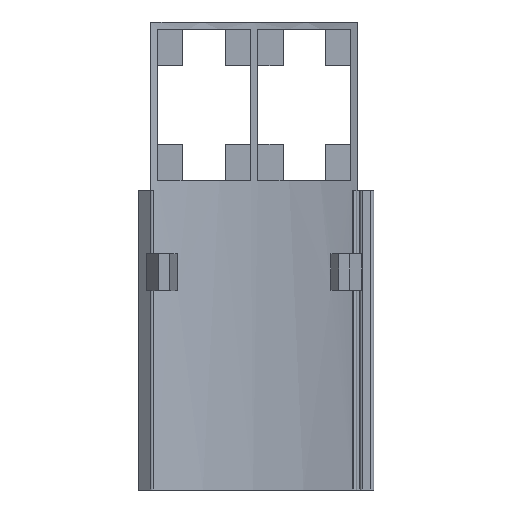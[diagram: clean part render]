
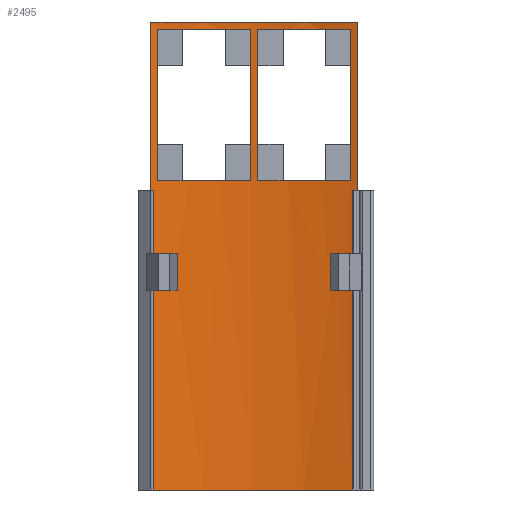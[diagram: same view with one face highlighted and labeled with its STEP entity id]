
A CAD part, front view. The second image highlights one B-rep face of the part: STEP entity #2495.
In plain terms, the highlighted cylindrical face has radius 27.1 mm (diameter 54.2 mm), a partial arc.
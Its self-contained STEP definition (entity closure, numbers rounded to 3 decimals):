
#20=CYLINDRICAL_SURFACE('',#2669,27.1);
#51=CIRCLE('',#2627,27.1);
#52=CIRCLE('',#2629,27.1);
#57=CIRCLE('',#2636,27.1);
#66=CIRCLE('',#2648,27.1);
#67=CIRCLE('',#2650,27.1);
#81=CIRCLE('',#2670,27.1);
#82=CIRCLE('',#2671,27.1);
#83=CIRCLE('',#2672,27.1);
#84=CIRCLE('',#2673,27.1);
#85=CIRCLE('',#2674,27.1);
#86=CIRCLE('',#2675,27.1);
#87=CIRCLE('',#2676,27.1);
#88=CIRCLE('',#2677,27.1);
#89=CIRCLE('',#2678,27.1);
#90=CIRCLE('',#2679,27.1);
#91=CIRCLE('',#2680,27.1);
#288=ORIENTED_EDGE('',*,*,#1027,.T.);
#289=ORIENTED_EDGE('',*,*,#1028,.T.);
#290=ORIENTED_EDGE('',*,*,#1029,.T.);
#291=ORIENTED_EDGE('',*,*,#1030,.F.);
#292=ORIENTED_EDGE('',*,*,#1031,.T.);
#293=ORIENTED_EDGE('',*,*,#1032,.T.);
#294=ORIENTED_EDGE('',*,*,#1033,.T.);
#295=ORIENTED_EDGE('',*,*,#1034,.F.);
#296=ORIENTED_EDGE('',*,*,#1035,.T.);
#297=ORIENTED_EDGE('',*,*,#1036,.F.);
#298=ORIENTED_EDGE('',*,*,#1037,.F.);
#299=ORIENTED_EDGE('',*,*,#1038,.T.);
#300=ORIENTED_EDGE('',*,*,#1039,.F.);
#301=ORIENTED_EDGE('',*,*,#1040,.T.);
#302=ORIENTED_EDGE('',*,*,#1041,.T.);
#303=ORIENTED_EDGE('',*,*,#1042,.F.);
#304=ORIENTED_EDGE('',*,*,#1043,.F.);
#305=ORIENTED_EDGE('',*,*,#1044,.F.);
#306=ORIENTED_EDGE('',*,*,#991,.T.);
#307=ORIENTED_EDGE('',*,*,#1045,.T.);
#308=ORIENTED_EDGE('',*,*,#986,.T.);
#309=ORIENTED_EDGE('',*,*,#983,.F.);
#310=ORIENTED_EDGE('',*,*,#902,.F.);
#311=ORIENTED_EDGE('',*,*,#968,.F.);
#312=ORIENTED_EDGE('',*,*,#908,.F.);
#313=ORIENTED_EDGE('',*,*,#923,.F.);
#314=ORIENTED_EDGE('',*,*,#935,.F.);
#315=ORIENTED_EDGE('',*,*,#1007,.F.);
#316=ORIENTED_EDGE('',*,*,#981,.F.);
#317=ORIENTED_EDGE('',*,*,#949,.F.);
#902=EDGE_CURVE('',#1281,#1282,#51,.F.);
#908=EDGE_CURVE('',#1287,#1288,#52,.F.);
#923=EDGE_CURVE('',#1282,#1287,#1548,.T.);
#935=EDGE_CURVE('',#1310,#1311,#57,.F.);
#949=EDGE_CURVE('',#1311,#1323,#1569,.T.);
#968=EDGE_CURVE('',#1288,#1281,#1583,.F.);
#981=EDGE_CURVE('',#1323,#1349,#66,.F.);
#983=EDGE_CURVE('',#1350,#1351,#67,.T.);
#986=EDGE_CURVE('',#1353,#1351,#1597,.T.);
#991=EDGE_CURVE('',#1357,#1358,#1602,.F.);
#1007=EDGE_CURVE('',#1349,#1310,#1616,.F.);
#1027=EDGE_CURVE('',#1350,#1387,#1626,.T.);
#1028=EDGE_CURVE('',#1387,#1388,#81,.T.);
#1029=EDGE_CURVE('',#1388,#1389,#1627,.F.);
#1030=EDGE_CURVE('',#1390,#1389,#82,.T.);
#1031=EDGE_CURVE('',#1390,#1391,#1628,.T.);
#1032=EDGE_CURVE('',#1391,#1392,#83,.T.);
#1033=EDGE_CURVE('',#1392,#1393,#1629,.F.);
#1034=EDGE_CURVE('',#1394,#1393,#84,.T.);
#1035=EDGE_CURVE('',#1394,#1395,#1630,.T.);
#1036=EDGE_CURVE('',#1396,#1395,#85,.T.);
#1037=EDGE_CURVE('',#1397,#1396,#1631,.T.);
#1038=EDGE_CURVE('',#1397,#1398,#86,.T.);
#1039=EDGE_CURVE('',#1399,#1398,#87,.T.);
#1040=EDGE_CURVE('',#1399,#1400,#1632,.F.);
#1041=EDGE_CURVE('',#1400,#1401,#88,.T.);
#1042=EDGE_CURVE('',#1402,#1401,#89,.T.);
#1043=EDGE_CURVE('',#1403,#1402,#1633,.T.);
#1044=EDGE_CURVE('',#1357,#1403,#90,.T.);
#1045=EDGE_CURVE('',#1358,#1353,#91,.T.);
#1281=VERTEX_POINT('',#3588);
#1282=VERTEX_POINT('',#3590);
#1287=VERTEX_POINT('',#3601);
#1288=VERTEX_POINT('',#3603);
#1310=VERTEX_POINT('',#3653);
#1311=VERTEX_POINT('',#3655);
#1323=VERTEX_POINT('',#3682);
#1349=VERTEX_POINT('',#3742);
#1350=VERTEX_POINT('',#3746);
#1351=VERTEX_POINT('',#3747);
#1353=VERTEX_POINT('',#3753);
#1357=VERTEX_POINT('',#3763);
#1358=VERTEX_POINT('',#3764);
#1387=VERTEX_POINT('',#3833);
#1388=VERTEX_POINT('',#3835);
#1389=VERTEX_POINT('',#3837);
#1390=VERTEX_POINT('',#3839);
#1391=VERTEX_POINT('',#3841);
#1392=VERTEX_POINT('',#3843);
#1393=VERTEX_POINT('',#3845);
#1394=VERTEX_POINT('',#3847);
#1395=VERTEX_POINT('',#3849);
#1396=VERTEX_POINT('',#3851);
#1397=VERTEX_POINT('',#3853);
#1398=VERTEX_POINT('',#3855);
#1399=VERTEX_POINT('',#3857);
#1400=VERTEX_POINT('',#3859);
#1401=VERTEX_POINT('',#3861);
#1402=VERTEX_POINT('',#3863);
#1403=VERTEX_POINT('',#3865);
#1548=LINE('',#3631,#1843);
#1569=LINE('',#3681,#1864);
#1583=LINE('',#3717,#1878);
#1597=LINE('',#3752,#1892);
#1602=LINE('',#3762,#1897);
#1616=LINE('',#3793,#1911);
#1626=LINE('',#3832,#1921);
#1627=LINE('',#3836,#1922);
#1628=LINE('',#3840,#1923);
#1629=LINE('',#3844,#1924);
#1630=LINE('',#3848,#1925);
#1631=LINE('',#3852,#1926);
#1632=LINE('',#3858,#1927);
#1633=LINE('',#3864,#1928);
#1843=VECTOR('',#2883,1000.);
#1864=VECTOR('',#2918,1000.);
#1878=VECTOR('',#2944,1000.);
#1892=VECTOR('',#2972,1000.);
#1897=VECTOR('',#2979,1000.);
#1911=VECTOR('',#2999,1000.);
#1921=VECTOR('',#3035,1000.);
#1922=VECTOR('',#3038,1000.);
#1923=VECTOR('',#3041,1000.);
#1924=VECTOR('',#3044,1000.);
#1925=VECTOR('',#3047,1000.);
#1926=VECTOR('',#3050,1000.);
#1927=VECTOR('',#3055,1000.);
#1928=VECTOR('',#3060,1000.);
#2125=EDGE_LOOP('',(#288,#289,#290,#291,#292,#293,#294,#295,#296,#297,#298,
#299,#300,#301,#302,#303,#304,#305,#306,#307,#308,#309));
#2126=EDGE_LOOP('',(#310,#311,#312,#313));
#2127=EDGE_LOOP('',(#314,#315,#316,#317));
#2260=FACE_BOUND('',#2125,.T.);
#2261=FACE_BOUND('',#2126,.T.);
#2262=FACE_BOUND('',#2127,.T.);
#2495=ADVANCED_FACE('',(#2260,#2261,#2262),#20,.F.);
#2627=AXIS2_PLACEMENT_3D('',#3589,#2854,#2855);
#2629=AXIS2_PLACEMENT_3D('',#3602,#2863,#2864);
#2636=AXIS2_PLACEMENT_3D('',#3654,#2899,#2900);
#2648=AXIS2_PLACEMENT_3D('',#3741,#2960,#2961);
#2650=AXIS2_PLACEMENT_3D('',#3745,#2965,#2966);
#2669=AXIS2_PLACEMENT_3D('',#3831,#3033,#3034);
#2670=AXIS2_PLACEMENT_3D('',#3834,#3036,#3037);
#2671=AXIS2_PLACEMENT_3D('',#3838,#3039,#3040);
#2672=AXIS2_PLACEMENT_3D('',#3842,#3042,#3043);
#2673=AXIS2_PLACEMENT_3D('',#3846,#3045,#3046);
#2674=AXIS2_PLACEMENT_3D('',#3850,#3048,#3049);
#2675=AXIS2_PLACEMENT_3D('',#3854,#3051,#3052);
#2676=AXIS2_PLACEMENT_3D('',#3856,#3053,#3054);
#2677=AXIS2_PLACEMENT_3D('',#3860,#3056,#3057);
#2678=AXIS2_PLACEMENT_3D('',#3862,#3058,#3059);
#2679=AXIS2_PLACEMENT_3D('',#3866,#3061,#3062);
#2680=AXIS2_PLACEMENT_3D('',#3867,#3063,#3064);
#2854=DIRECTION('',(0.,0.,-1.));
#2855=DIRECTION('',(-1.,0.,0.));
#2863=DIRECTION('',(0.,0.,1.));
#2864=DIRECTION('',(1.,0.,0.));
#2883=DIRECTION('',(0.,0.,-1.));
#2899=DIRECTION('',(0.,0.,-1.));
#2900=DIRECTION('',(-1.,0.,0.));
#2918=DIRECTION('',(0.,0.,-1.));
#2944=DIRECTION('',(0.,0.,-1.));
#2960=DIRECTION('',(0.,0.,1.));
#2961=DIRECTION('',(1.,0.,0.));
#2965=DIRECTION('',(0.,0.,1.));
#2966=DIRECTION('',(1.,0.,0.));
#2972=DIRECTION('',(0.,0.,-1.));
#2979=DIRECTION('',(0.,0.,-1.));
#2999=DIRECTION('',(0.,0.,-1.));
#3033=DIRECTION('',(0.,0.,-1.));
#3034=DIRECTION('',(-1.,0.,0.));
#3035=DIRECTION('',(0.,0.,-1.));
#3036=DIRECTION('',(0.,0.,-1.));
#3037=DIRECTION('',(-1.,0.,0.));
#3038=DIRECTION('',(0.,0.,-1.));
#3039=DIRECTION('',(0.,0.,1.));
#3040=DIRECTION('',(1.,0.,0.));
#3041=DIRECTION('',(0.,0.,-1.));
#3042=DIRECTION('',(0.,0.,1.));
#3043=DIRECTION('',(1.,0.,0.));
#3044=DIRECTION('',(0.,0.,-1.));
#3045=DIRECTION('',(0.,0.,-1.));
#3046=DIRECTION('',(-1.,0.,0.));
#3047=DIRECTION('',(0.,0.,-1.));
#3048=DIRECTION('',(0.,0.,1.));
#3049=DIRECTION('',(1.,0.,0.));
#3050=DIRECTION('',(0.,0.,-1.));
#3051=DIRECTION('',(0.,0.,1.));
#3052=DIRECTION('',(1.,0.,0.));
#3053=DIRECTION('',(0.,0.,-1.));
#3054=DIRECTION('',(-1.,0.,0.));
#3055=DIRECTION('',(0.,0.,-1.));
#3056=DIRECTION('',(0.,0.,-1.));
#3057=DIRECTION('',(-1.,0.,0.));
#3058=DIRECTION('',(0.,0.,1.));
#3059=DIRECTION('',(1.,0.,0.));
#3060=DIRECTION('',(0.,0.,-1.));
#3061=DIRECTION('',(0.,0.,1.));
#3062=DIRECTION('',(1.,0.,0.));
#3063=DIRECTION('',(0.,0.,1.));
#3064=DIRECTION('',(1.,0.,0.));
#3588=CARTESIAN_POINT('',(-0.25,-1.201,21.4));
#3589=CARTESIAN_POINT('',(0.,-28.3,21.4));
#3590=CARTESIAN_POINT('',(-6.65,-2.029,21.4));
#3601=CARTESIAN_POINT('',(-6.65,-2.029,11.));
#3602=CARTESIAN_POINT('',(0.,-28.3,11.));
#3603=CARTESIAN_POINT('',(-0.25,-1.201,11.));
#3631=CARTESIAN_POINT('',(-6.65,-2.029,21.9));
#3653=CARTESIAN_POINT('',(6.65,-2.029,21.4));
#3654=CARTESIAN_POINT('',(0.,-28.3,21.4));
#3655=CARTESIAN_POINT('',(0.25,-1.201,21.4));
#3681=CARTESIAN_POINT('',(0.25,-1.201,21.9));
#3682=CARTESIAN_POINT('',(0.25,-1.201,11.));
#3717=CARTESIAN_POINT('',(-0.25,-1.201,21.9));
#3741=CARTESIAN_POINT('',(0.,-28.3,11.));
#3742=CARTESIAN_POINT('',(6.65,-2.029,11.));
#3745=CARTESIAN_POINT('',(0.,-28.3,10.3));
#3746=CARTESIAN_POINT('',(-6.94,-2.104,10.3));
#3747=CARTESIAN_POINT('',(-7.1,-2.147,10.3));
#3752=CARTESIAN_POINT('',(-7.1,-2.147,21.9));
#3753=CARTESIAN_POINT('',(-7.1,-2.147,21.9));
#3762=CARTESIAN_POINT('',(7.1,-2.147,21.9));
#3763=CARTESIAN_POINT('',(7.1,-2.147,10.3));
#3764=CARTESIAN_POINT('',(7.1,-2.147,21.9));
#3793=CARTESIAN_POINT('',(6.65,-2.029,21.9));
#3831=CARTESIAN_POINT('',(0.,-28.3,10.3));
#3832=CARTESIAN_POINT('',(-6.94,-2.104,10.3));
#3833=CARTESIAN_POINT('',(-6.94,-2.104,5.955));
#3834=CARTESIAN_POINT('',(0.,-28.3,5.955));
#3835=CARTESIAN_POINT('',(-6.46,-1.981,5.955));
#3836=CARTESIAN_POINT('',(-6.46,-1.981,10.3));
#3837=CARTESIAN_POINT('',(-6.46,-1.981,5.97));
#3838=CARTESIAN_POINT('',(0.,-28.3,5.97));
#3839=CARTESIAN_POINT('',(-5.285,-1.72,5.97));
#3840=CARTESIAN_POINT('',(-5.285,-1.72,10.3));
#3841=CARTESIAN_POINT('',(-5.285,-1.72,3.42));
#3842=CARTESIAN_POINT('',(0.,-28.3,3.42));
#3843=CARTESIAN_POINT('',(-6.46,-1.981,3.42));
#3844=CARTESIAN_POINT('',(-6.46,-1.981,10.3));
#3845=CARTESIAN_POINT('',(-6.46,-1.981,3.435));
#3846=CARTESIAN_POINT('',(0.,-28.3,3.435));
#3847=CARTESIAN_POINT('',(-6.94,-2.104,3.435));
#3848=CARTESIAN_POINT('',(-6.94,-2.104,10.3));
#3849=CARTESIAN_POINT('',(-6.94,-2.104,-10.3));
#3850=CARTESIAN_POINT('',(0.,-28.3,-10.3));
#3851=CARTESIAN_POINT('',(6.8,-2.067,-10.3));
#3852=CARTESIAN_POINT('',(6.8,-2.067,10.3));
#3853=CARTESIAN_POINT('',(6.8,-2.067,3.435));
#3854=CARTESIAN_POINT('',(0.,-28.3,3.435));
#3855=CARTESIAN_POINT('',(6.46,-1.981,3.435));
#3856=CARTESIAN_POINT('',(0.,-28.3,3.435));
#3857=CARTESIAN_POINT('',(5.285,-1.72,3.435));
#3858=CARTESIAN_POINT('',(5.285,-1.72,10.3));
#3859=CARTESIAN_POINT('',(5.285,-1.72,5.955));
#3860=CARTESIAN_POINT('',(0.,-28.3,5.955));
#3861=CARTESIAN_POINT('',(6.46,-1.981,5.955));
#3862=CARTESIAN_POINT('',(0.,-28.3,5.955));
#3863=CARTESIAN_POINT('',(6.8,-2.067,5.955));
#3864=CARTESIAN_POINT('',(6.8,-2.067,10.3));
#3865=CARTESIAN_POINT('',(6.8,-2.067,10.3));
#3866=CARTESIAN_POINT('',(0.,-28.3,10.3));
#3867=CARTESIAN_POINT('',(0.,-28.3,21.9));
